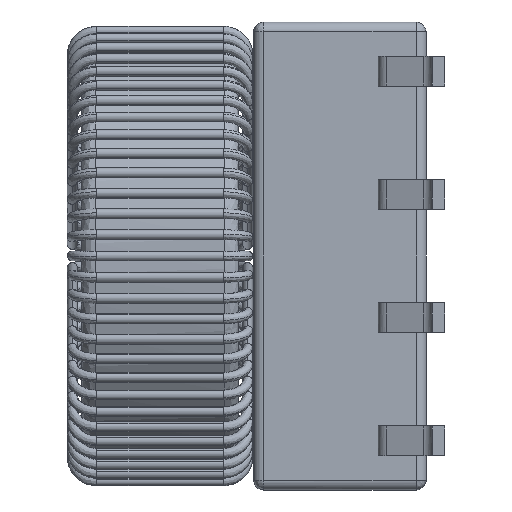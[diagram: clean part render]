
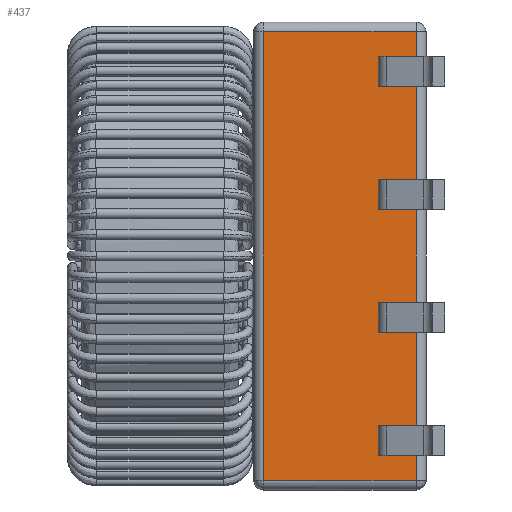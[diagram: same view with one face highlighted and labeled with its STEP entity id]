
A CAD part, left-side view. The second image highlights one B-rep face of the part: STEP entity #437.
In plain terms, the highlighted free-form (B-spline) face has degree [1, 1] with [2, 2] control points.
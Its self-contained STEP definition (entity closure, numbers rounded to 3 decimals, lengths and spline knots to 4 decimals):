
#437 = ADVANCED_FACE('',(#438,#468,#498,#528,#558),#588,.F.);
#438 = FACE_BOUND('',#439,.T.);
#439 = EDGE_LOOP('',(#440,#449,#456,#463));
#440 = ORIENTED_EDGE('',*,*,#441,.T.);
#441 = EDGE_CURVE('',#442,#444,#446,.T.);
#442 = VERTEX_POINT('',#443);
#443 = CARTESIAN_POINT('',(-4.6386,1.438,4.2212
    ));
#444 = VERTEX_POINT('',#445);
#445 = CARTESIAN_POINT('',(-4.6386,1.438,
    -4.2212));
#446 = B_SPLINE_CURVE_WITH_KNOTS('',1,(#447,#448),.UNSPECIFIED.,.F.,.F.,
  (2,2),(-9.3,-0.2),.PIECEWISE_BEZIER_KNOTS.);
#447 = CARTESIAN_POINT('',(-4.6386,1.438,4.2212
    ));
#448 = CARTESIAN_POINT('',(-4.6386,1.438,
    -4.2212));
#449 = ORIENTED_EDGE('',*,*,#450,.T.);
#450 = EDGE_CURVE('',#444,#451,#453,.T.);
#451 = VERTEX_POINT('',#452);
#452 = CARTESIAN_POINT('',(-4.6386,-1.438,
    -4.2212));
#453 = B_SPLINE_CURVE_WITH_KNOTS('',1,(#454,#455),.UNSPECIFIED.,.F.,.F.,
  (2,2),(0.2,3.3),.PIECEWISE_BEZIER_KNOTS.);
#454 = CARTESIAN_POINT('',(-4.6386,1.438,
    -4.2212));
#455 = CARTESIAN_POINT('',(-4.6386,-1.438,
    -4.2212));
#456 = ORIENTED_EDGE('',*,*,#457,.T.);
#457 = EDGE_CURVE('',#451,#458,#460,.T.);
#458 = VERTEX_POINT('',#459);
#459 = CARTESIAN_POINT('',(-4.6386,-1.438,
    4.2212));
#460 = B_SPLINE_CURVE_WITH_KNOTS('',1,(#461,#462),.UNSPECIFIED.,.F.,.F.,
  (2,2),(0.2,9.3),.PIECEWISE_BEZIER_KNOTS.);
#461 = CARTESIAN_POINT('',(-4.6386,-1.438,
    -4.2212));
#462 = CARTESIAN_POINT('',(-4.6386,-1.438,
    4.2212));
#463 = ORIENTED_EDGE('',*,*,#464,.T.);
#464 = EDGE_CURVE('',#458,#442,#465,.T.);
#465 = B_SPLINE_CURVE_WITH_KNOTS('',1,(#466,#467),.UNSPECIFIED.,.F.,.F.,
  (2,2),(-3.3,-0.2),.PIECEWISE_BEZIER_KNOTS.);
#466 = CARTESIAN_POINT('',(-4.6386,-1.438,
    4.2212));
#467 = CARTESIAN_POINT('',(-4.6386,1.438,4.2212
    ));
#468 = FACE_BOUND('',#469,.T.);
#469 = EDGE_LOOP('',(#470,#479,#486,#493));
#470 = ORIENTED_EDGE('',*,*,#471,.F.);
#471 = EDGE_CURVE('',#472,#474,#476,.T.);
#472 = VERTEX_POINT('',#473);
#473 = CARTESIAN_POINT('',(-4.6386,-0.9521,
    -3.7573));
#474 = VERTEX_POINT('',#475);
#475 = CARTESIAN_POINT('',(-4.6386,-0.9521,
    -3.2007));
#476 = B_SPLINE_CURVE_WITH_KNOTS('',1,(#477,#478),.UNSPECIFIED.,.F.,.F.,
  (2,2),(0.,0.6),.PIECEWISE_BEZIER_KNOTS.);
#477 = CARTESIAN_POINT('',(-4.6386,-0.9521,
    -3.7573));
#478 = CARTESIAN_POINT('',(-4.6386,-0.9521,
    -3.2007));
#479 = ORIENTED_EDGE('',*,*,#480,.T.);
#480 = EDGE_CURVE('',#472,#481,#483,.T.);
#481 = VERTEX_POINT('',#482);
#482 = CARTESIAN_POINT('',(-4.6386,-0.7201,
    -3.7573));
#483 = B_SPLINE_CURVE_WITH_KNOTS('',1,(#484,#485),.UNSPECIFIED.,.F.,.F.,
  (2,2),(-0.25,0.),.PIECEWISE_BEZIER_KNOTS.);
#484 = CARTESIAN_POINT('',(-4.6386,-0.9521,
    -3.7573));
#485 = CARTESIAN_POINT('',(-4.6386,-0.7201,
    -3.7573));
#486 = ORIENTED_EDGE('',*,*,#487,.T.);
#487 = EDGE_CURVE('',#481,#488,#490,.T.);
#488 = VERTEX_POINT('',#489);
#489 = CARTESIAN_POINT('',(-4.6386,-0.7201,
    -3.2007));
#490 = B_SPLINE_CURVE_WITH_KNOTS('',1,(#491,#492),.UNSPECIFIED.,.F.,.F.,
  (2,2),(0.,0.6),.PIECEWISE_BEZIER_KNOTS.);
#491 = CARTESIAN_POINT('',(-4.6386,-0.7201,
    -3.7573));
#492 = CARTESIAN_POINT('',(-4.6386,-0.7201,
    -3.2007));
#493 = ORIENTED_EDGE('',*,*,#494,.F.);
#494 = EDGE_CURVE('',#474,#488,#495,.T.);
#495 = B_SPLINE_CURVE_WITH_KNOTS('',1,(#496,#497),.UNSPECIFIED.,.F.,.F.,
  (2,2),(-0.25,0.),.PIECEWISE_BEZIER_KNOTS.);
#496 = CARTESIAN_POINT('',(-4.6386,-0.9521,
    -3.2007));
#497 = CARTESIAN_POINT('',(-4.6386,-0.7201,
    -3.2007));
#498 = FACE_BOUND('',#499,.T.);
#499 = EDGE_LOOP('',(#500,#509,#516,#523));
#500 = ORIENTED_EDGE('',*,*,#501,.F.);
#501 = EDGE_CURVE('',#502,#504,#506,.T.);
#502 = VERTEX_POINT('',#503);
#503 = CARTESIAN_POINT('',(-4.6386,-0.9521,
    -1.438));
#504 = VERTEX_POINT('',#505);
#505 = CARTESIAN_POINT('',(-4.6386,-0.9521,
    -0.8813));
#506 = B_SPLINE_CURVE_WITH_KNOTS('',1,(#507,#508),.UNSPECIFIED.,.F.,.F.,
  (2,2),(0.,0.6),.PIECEWISE_BEZIER_KNOTS.);
#507 = CARTESIAN_POINT('',(-4.6386,-0.9521,
    -1.438));
#508 = CARTESIAN_POINT('',(-4.6386,-0.9521,
    -0.8813));
#509 = ORIENTED_EDGE('',*,*,#510,.T.);
#510 = EDGE_CURVE('',#502,#511,#513,.T.);
#511 = VERTEX_POINT('',#512);
#512 = CARTESIAN_POINT('',(-4.6386,-0.7201,
    -1.438));
#513 = B_SPLINE_CURVE_WITH_KNOTS('',1,(#514,#515),.UNSPECIFIED.,.F.,.F.,
  (2,2),(-0.25,0.),.PIECEWISE_BEZIER_KNOTS.);
#514 = CARTESIAN_POINT('',(-4.6386,-0.9521,
    -1.438));
#515 = CARTESIAN_POINT('',(-4.6386,-0.7201,
    -1.438));
#516 = ORIENTED_EDGE('',*,*,#517,.T.);
#517 = EDGE_CURVE('',#511,#518,#520,.T.);
#518 = VERTEX_POINT('',#519);
#519 = CARTESIAN_POINT('',(-4.6386,-0.7201,
    -0.8813));
#520 = B_SPLINE_CURVE_WITH_KNOTS('',1,(#521,#522),.UNSPECIFIED.,.F.,.F.,
  (2,2),(0.,0.6),.PIECEWISE_BEZIER_KNOTS.);
#521 = CARTESIAN_POINT('',(-4.6386,-0.7201,
    -1.438));
#522 = CARTESIAN_POINT('',(-4.6386,-0.7201,
    -0.8813));
#523 = ORIENTED_EDGE('',*,*,#524,.F.);
#524 = EDGE_CURVE('',#504,#518,#525,.T.);
#525 = B_SPLINE_CURVE_WITH_KNOTS('',1,(#526,#527),.UNSPECIFIED.,.F.,.F.,
  (2,2),(-0.25,0.),.PIECEWISE_BEZIER_KNOTS.);
#526 = CARTESIAN_POINT('',(-4.6386,-0.9521,
    -0.8813));
#527 = CARTESIAN_POINT('',(-4.6386,-0.7201,
    -0.8813));
#528 = FACE_BOUND('',#529,.T.);
#529 = EDGE_LOOP('',(#530,#539,#546,#553));
#530 = ORIENTED_EDGE('',*,*,#531,.F.);
#531 = EDGE_CURVE('',#532,#534,#536,.T.);
#532 = VERTEX_POINT('',#533);
#533 = CARTESIAN_POINT('',(-4.6386,-0.9521,
    0.8813));
#534 = VERTEX_POINT('',#535);
#535 = CARTESIAN_POINT('',(-4.6386,-0.9521,
    1.438));
#536 = B_SPLINE_CURVE_WITH_KNOTS('',1,(#537,#538),.UNSPECIFIED.,.F.,.F.,
  (2,2),(0.,0.6),.PIECEWISE_BEZIER_KNOTS.);
#537 = CARTESIAN_POINT('',(-4.6386,-0.9521,
    0.8813));
#538 = CARTESIAN_POINT('',(-4.6386,-0.9521,
    1.438));
#539 = ORIENTED_EDGE('',*,*,#540,.T.);
#540 = EDGE_CURVE('',#532,#541,#543,.T.);
#541 = VERTEX_POINT('',#542);
#542 = CARTESIAN_POINT('',(-4.6386,-0.7201,
    0.8813));
#543 = B_SPLINE_CURVE_WITH_KNOTS('',1,(#544,#545),.UNSPECIFIED.,.F.,.F.,
  (2,2),(-0.25,0.),.PIECEWISE_BEZIER_KNOTS.);
#544 = CARTESIAN_POINT('',(-4.6386,-0.9521,
    0.8813));
#545 = CARTESIAN_POINT('',(-4.6386,-0.7201,
    0.8813));
#546 = ORIENTED_EDGE('',*,*,#547,.T.);
#547 = EDGE_CURVE('',#541,#548,#550,.T.);
#548 = VERTEX_POINT('',#549);
#549 = CARTESIAN_POINT('',(-4.6386,-0.7201,
    1.438));
#550 = B_SPLINE_CURVE_WITH_KNOTS('',1,(#551,#552),.UNSPECIFIED.,.F.,.F.,
  (2,2),(0.,0.6),.PIECEWISE_BEZIER_KNOTS.);
#551 = CARTESIAN_POINT('',(-4.6386,-0.7201,
    0.8813));
#552 = CARTESIAN_POINT('',(-4.6386,-0.7201,
    1.438));
#553 = ORIENTED_EDGE('',*,*,#554,.F.);
#554 = EDGE_CURVE('',#534,#548,#555,.T.);
#555 = B_SPLINE_CURVE_WITH_KNOTS('',1,(#556,#557),.UNSPECIFIED.,.F.,.F.,
  (2,2),(-0.25,0.),.PIECEWISE_BEZIER_KNOTS.);
#556 = CARTESIAN_POINT('',(-4.6386,-0.9521,
    1.438));
#557 = CARTESIAN_POINT('',(-4.6386,-0.7201,
    1.438));
#558 = FACE_BOUND('',#559,.T.);
#559 = EDGE_LOOP('',(#560,#569,#576,#583));
#560 = ORIENTED_EDGE('',*,*,#561,.F.);
#561 = EDGE_CURVE('',#562,#564,#566,.T.);
#562 = VERTEX_POINT('',#563);
#563 = CARTESIAN_POINT('',(-4.6386,-0.9521,
    3.2007));
#564 = VERTEX_POINT('',#565);
#565 = CARTESIAN_POINT('',(-4.6386,-0.9521,
    3.7573));
#566 = B_SPLINE_CURVE_WITH_KNOTS('',1,(#567,#568),.UNSPECIFIED.,.F.,.F.,
  (2,2),(0.,0.6),.PIECEWISE_BEZIER_KNOTS.);
#567 = CARTESIAN_POINT('',(-4.6386,-0.9521,
    3.2007));
#568 = CARTESIAN_POINT('',(-4.6386,-0.9521,
    3.7573));
#569 = ORIENTED_EDGE('',*,*,#570,.T.);
#570 = EDGE_CURVE('',#562,#571,#573,.T.);
#571 = VERTEX_POINT('',#572);
#572 = CARTESIAN_POINT('',(-4.6386,-0.7201,
    3.2007));
#573 = B_SPLINE_CURVE_WITH_KNOTS('',1,(#574,#575),.UNSPECIFIED.,.F.,.F.,
  (2,2),(-0.25,0.),.PIECEWISE_BEZIER_KNOTS.);
#574 = CARTESIAN_POINT('',(-4.6386,-0.9521,
    3.2007));
#575 = CARTESIAN_POINT('',(-4.6386,-0.7201,
    3.2007));
#576 = ORIENTED_EDGE('',*,*,#577,.T.);
#577 = EDGE_CURVE('',#571,#578,#580,.T.);
#578 = VERTEX_POINT('',#579);
#579 = CARTESIAN_POINT('',(-4.6386,-0.7201,
    3.7573));
#580 = B_SPLINE_CURVE_WITH_KNOTS('',1,(#581,#582),.UNSPECIFIED.,.F.,.F.,
  (2,2),(0.,0.6),.PIECEWISE_BEZIER_KNOTS.);
#581 = CARTESIAN_POINT('',(-4.6386,-0.7201,
    3.2007));
#582 = CARTESIAN_POINT('',(-4.6386,-0.7201,
    3.7573));
#583 = ORIENTED_EDGE('',*,*,#584,.F.);
#584 = EDGE_CURVE('',#564,#578,#585,.T.);
#585 = B_SPLINE_CURVE_WITH_KNOTS('',1,(#586,#587),.UNSPECIFIED.,.F.,.F.,
  (2,2),(-0.25,0.),.PIECEWISE_BEZIER_KNOTS.);
#586 = CARTESIAN_POINT('',(-4.6386,-0.9521,
    3.7573));
#587 = CARTESIAN_POINT('',(-4.6386,-0.7201,
    3.7573));
#588 = B_SPLINE_SURFACE_WITH_KNOTS('',1,1,(
    (#589,#590)
    ,(#591,#592
    )),.UNSPECIFIED.,.F.,.F.,.F.,(2,2),(2,2),(-9.3,-0.2),(-3.3,-0.2),
  .PIECEWISE_BEZIER_KNOTS.);
#589 = CARTESIAN_POINT('',(-4.6386,-1.438,
    4.2212));
#590 = CARTESIAN_POINT('',(-4.6386,1.438,4.2212
    ));
#591 = CARTESIAN_POINT('',(-4.6386,-1.438,
    -4.2212));
#592 = CARTESIAN_POINT('',(-4.6386,1.438,
    -4.2212));
